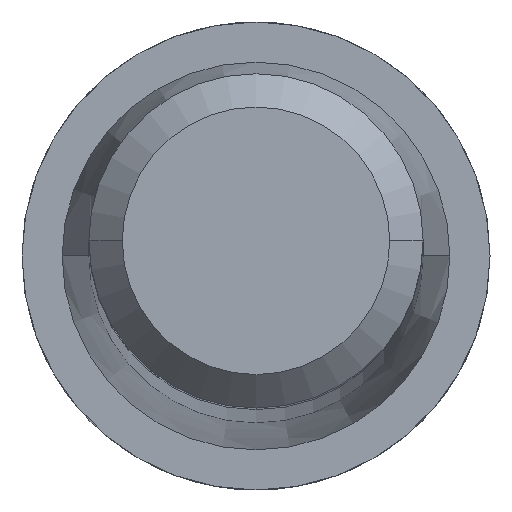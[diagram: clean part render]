
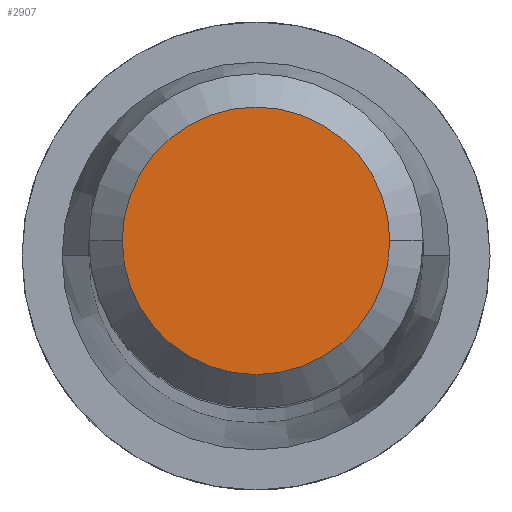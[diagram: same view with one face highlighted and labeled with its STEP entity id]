
A CAD part, top view. The second image highlights one B-rep face of the part: STEP entity #2907.
In plain terms, the highlighted planar face has unit normal (0, 0, 1).
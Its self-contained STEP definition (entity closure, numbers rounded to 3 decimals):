
#365 = AXIS2_PLACEMENT_3D ( 'NONE', #1250, #1251, #1252 ) ;
#414 = AXIS2_PLACEMENT_3D ( 'NONE', #6436, #6437, #6438 ) ;
#860 = EDGE_LOOP ( 'NONE', ( #5525, #5526 ) ) ;
#1250 = CARTESIAN_POINT ( 'NONE',  ( 0., 0., 27.8 ) ) ;
#1251 = DIRECTION ( 'NONE',  ( 0., 0., 1. ) ) ;
#1252 = DIRECTION ( 'NONE',  ( 1., 0., 0. ) ) ;
#2023 = VERTEX_POINT ( 'NONE', #4483 ) ;
#2532 = CIRCLE ( 'NONE', #414, 0.4 ) ;
#2907 = ADVANCED_FACE ( 'NONE', ( #3854 ), #5799, .T. ) ;
#3798 = VERTEX_POINT ( 'NONE', #7833 ) ;
#3854 = FACE_OUTER_BOUND ( 'NONE', #860, .T. ) ;
#4483 = CARTESIAN_POINT ( 'NONE',  ( -0.4, 0., 27.8 ) ) ;
#4825 = EDGE_CURVE ( 'NONE', #2023, #3798, #8384, .T. ) ;
#5525 = ORIENTED_EDGE ( 'NONE', *, *, #4825, .T. ) ;
#5526 = ORIENTED_EDGE ( 'NONE', *, *, #7719, .T. ) ;
#5797 = CARTESIAN_POINT ( 'NONE',  ( 0., 0.5, 27.8 ) ) ;
#5799 = PLANE ( 'NONE',  #6997 ) ;
#5802 = DIRECTION ( 'NONE',  ( 0., 0., 1. ) ) ;
#5803 = DIRECTION ( 'NONE',  ( 1., 0., 0. ) ) ;
#6436 = CARTESIAN_POINT ( 'NONE',  ( 0., 0., 27.8 ) ) ;
#6437 = DIRECTION ( 'NONE',  ( 0., 0., 1. ) ) ;
#6438 = DIRECTION ( 'NONE',  ( 1., 0., 0. ) ) ;
#6997 = AXIS2_PLACEMENT_3D ( 'NONE', #5797, #5802, #5803 ) ;
#7719 = EDGE_CURVE ( 'NONE', #3798, #2023, #2532, .T. ) ;
#7833 = CARTESIAN_POINT ( 'NONE',  ( 0.4, 0., 27.8 ) ) ;
#8384 = CIRCLE ( 'NONE', #365, 0.4 ) ;
